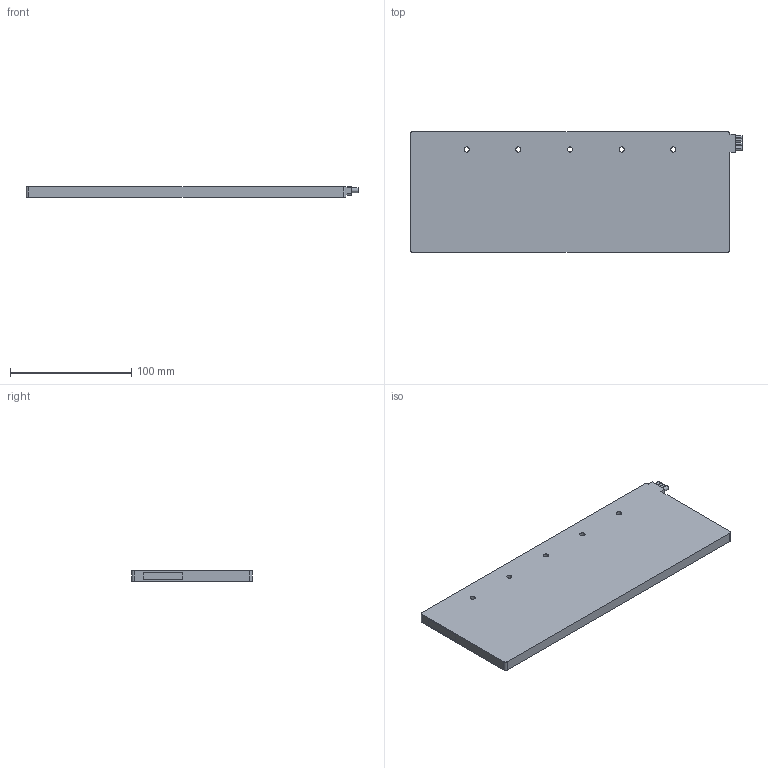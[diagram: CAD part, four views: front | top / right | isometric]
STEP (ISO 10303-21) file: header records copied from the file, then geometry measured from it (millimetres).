
FILE_DESCRIPTION((''),'2;1');
FILE_NAME('1266480-04','2019-02-08T10:01:21',('ch52332'),(''),'CREO PARAMETRIC BY PTC INC, 2017380','CREO PARAMETRIC BY PTC INC, 2017380','');
FILE_SCHEMA(('AUTOMOTIVE_DESIGN { 1 0 10303 214 1 1 1 1 }'));
Length unit declared in the file: millimetre
Products named in the file (1): 1266480-04
Bounding box: 274.1 x 99.8 x 8.4 mm (x, y, z)
Volume: 221306.6 mm3; surface area: 59590.4 mm2
Topology: 1 solids, 1 shells, 49 faces, 126 edges, 84 vertices
Faces by surface type: cylinder 30, plane 19
Entity records: 1896 total; most frequent: DIRECTION 284, CARTESIAN_POINT 261, ORIENTED_EDGE 252, EDGE_CURVE 126, AXIS2_PLACEMENT_3D 109, VERTEX_POINT 84, VECTOR 66, LINE 66
